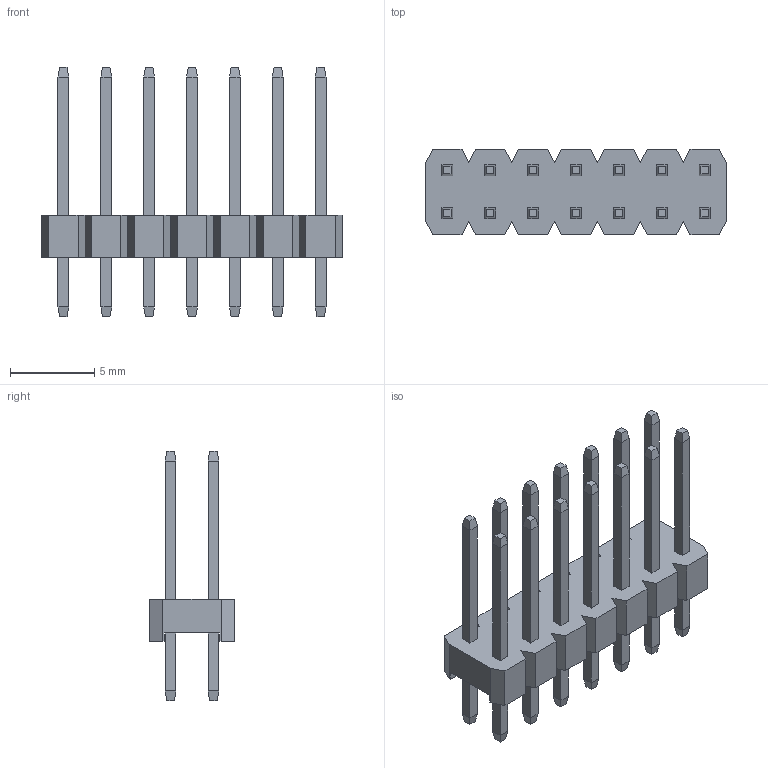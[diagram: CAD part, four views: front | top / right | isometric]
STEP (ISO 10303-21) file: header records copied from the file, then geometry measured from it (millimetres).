
FILE_DESCRIPTION (( 'STEP AP214' ), '1' );
FILE_NAME ('FPH25452-D14S1014300940B-REF.STEP', '2024-09-12T03:33:12', ( '' ), ( '' ), 'SwSTEP 2.0', 'SolidWorks 2021', '' );
FILE_SCHEMA (( 'AUTOMOTIVE_DESIGN' ));
Length unit declared in the file: millimetre
Products named in the file (1): FPH25452-D14S1014300940B-REF
Bounding box: 17.78 x 5.08 x 14.75 mm (x, y, z)
Volume: 256.6 mm3; surface area: 772.2 mm2
Topology: 1 solids, 1 shells, 302 faces, 704 edges, 432 vertices
Faces by surface type: plane 302
Entity records: 8306 total; most frequent: CARTESIAN_POINT 1439, ORIENTED_EDGE 1408, DIRECTION 1310, VECTOR 704, EDGE_CURVE 704, LINE 704, VERTEX_POINT 432, EDGE_LOOP 330
